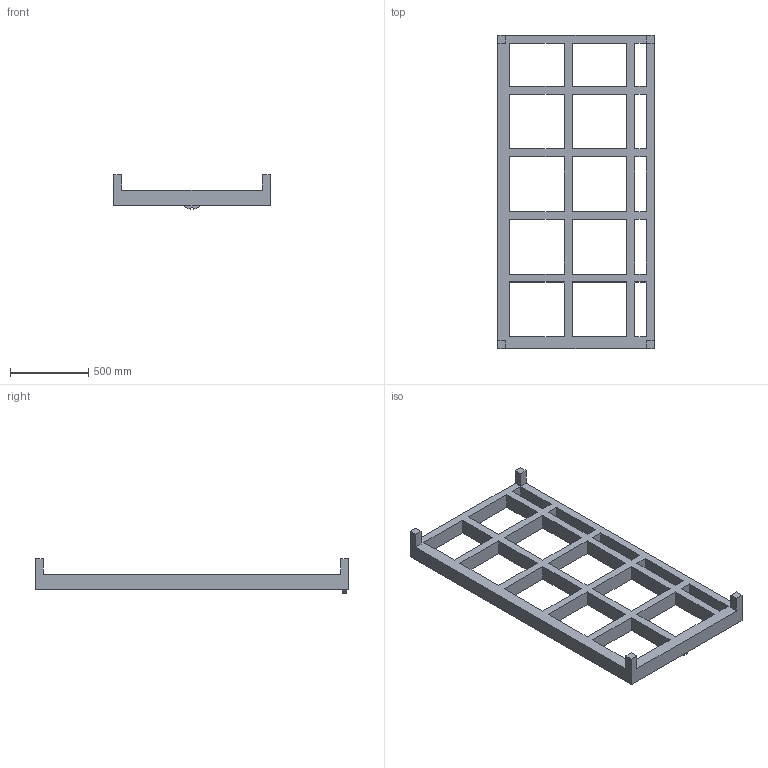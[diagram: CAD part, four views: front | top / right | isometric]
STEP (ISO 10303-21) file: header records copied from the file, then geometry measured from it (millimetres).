
FILE_DESCRIPTION(('Open CASCADE Model'),'2;1');
FILE_NAME('Open CASCADE Shape Model','2024-05-27T00:18:46',('Author'),( 'Open CASCADE'),'Open CASCADE STEP processor 7.7','Open CASCADE 7.7' ,'Unknown');
FILE_SCHEMA(('AUTOMOTIVE_DESIGN { 1 0 10303 214 1 1 1 1 }'));
Length unit declared in the file: millimetre
Products named in the file (1): Open CASCADE STEP translator 7.7 13
Bounding box: 1000 x 2000 x 222.36 mm (x, y, z)
Volume: 71225000 mm3; surface area: 3867395.9 mm2
Topology: 1 solids, 1 shells, 86 faces, 245 edges, 161 vertices
Faces by surface type: plane 86
Entity records: 5887 total; most frequent: CARTESIAN_POINT 1086, DIRECTION 806, LINE 632, VECTOR 632, ORIENTED_EDGE 490, PCURVE 490, DEFINITIONAL_REPRESENTATION 490, EDGE_CURVE 245
